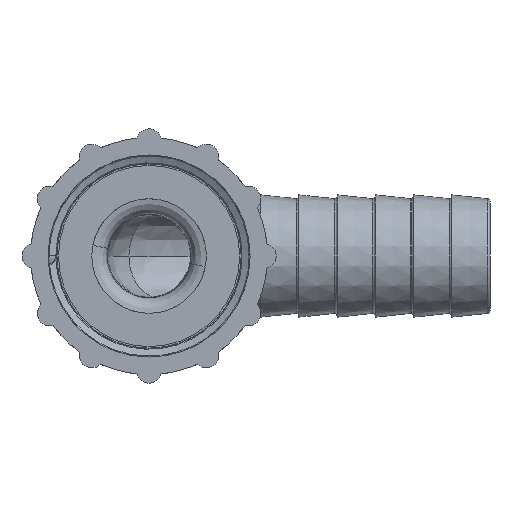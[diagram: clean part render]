
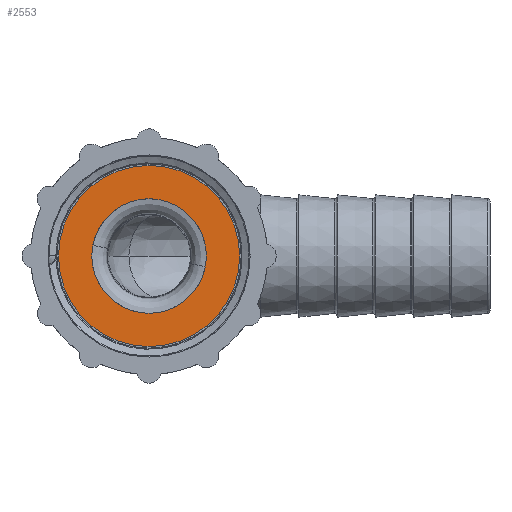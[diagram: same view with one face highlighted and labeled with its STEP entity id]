
A CAD part, front view. The second image highlights one B-rep face of the part: STEP entity #2553.
In plain terms, the highlighted face is planar.
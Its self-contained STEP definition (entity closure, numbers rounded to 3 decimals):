
#1124 = ORIENTED_EDGE ( 'NONE', *, *, #2620, .F. ) ;
#1125 = ORIENTED_EDGE ( 'NONE', *, *, #2618, .F. ) ;
#1126 = ORIENTED_EDGE ( 'NONE', *, *, #2614, .T. ) ;
#1127 = ORIENTED_EDGE ( 'NONE', *, *, #2621, .T. ) ;
#1347 = EDGE_LOOP ( 'NONE', ( #1126, #1127 ) ) ;
#1348 = EDGE_LOOP ( 'NONE', ( #1124, #1125 ) ) ;
#2480 = VERTEX_POINT ( 'NONE', #3185 ) ;
#2481 = VERTEX_POINT ( 'NONE', #3189 ) ;
#2489 = VERTEX_POINT ( 'NONE', #3195 ) ;
#2497 = VERTEX_POINT ( 'NONE', #3203 ) ;
#2553 = ADVANCED_FACE ( 'NONE', ( #8310, #8311 ), #8312, .F. ) ;
#2614 = EDGE_CURVE ( 'NONE', #2481, #2480, #4812, .T. ) ;
#2618 = EDGE_CURVE ( 'NONE', #2489, #2497, #4817, .T. ) ;
#2620 = EDGE_CURVE ( 'NONE', #2497, #2489, #4819, .T. ) ;
#2621 = EDGE_CURVE ( 'NONE', #2480, #2481, #4823, .T. ) ;
#3185 = CARTESIAN_POINT ( 'NONE',  ( -1.15, 0., -11.85 ) ) ;
#3189 = CARTESIAN_POINT ( 'NONE',  ( -1.15, 0., 11.85 ) ) ;
#3195 = CARTESIAN_POINT ( 'NONE',  ( -1.15, 0., -7.5 ) ) ;
#3203 = CARTESIAN_POINT ( 'NONE',  ( -1.15, 0., 7.5 ) ) ;
#3534 = CARTESIAN_POINT ( 'NONE',  ( -1.15, 0., 0. ) ) ;
#3535 = DIRECTION ( 'NONE',  ( -1., 0., 0. ) ) ;
#3536 = DIRECTION ( 'NONE',  ( 0., 0., 1. ) ) ;
#3546 = CARTESIAN_POINT ( 'NONE',  ( -1.15, 0., 0. ) ) ;
#3547 = DIRECTION ( 'NONE',  ( -1., 0., 0. ) ) ;
#3548 = DIRECTION ( 'NONE',  ( 0., 0., 1. ) ) ;
#3550 = CARTESIAN_POINT ( 'NONE',  ( -1.15, 0., 0. ) ) ;
#3551 = DIRECTION ( 'NONE',  ( -1., 0., 0. ) ) ;
#3552 = DIRECTION ( 'NONE',  ( 0., 0., 1. ) ) ;
#3553 = CARTESIAN_POINT ( 'NONE',  ( -1.15, 0., 0. ) ) ;
#3554 = DIRECTION ( 'NONE',  ( -1., 0., 0. ) ) ;
#3555 = DIRECTION ( 'NONE',  ( 0., 0., 1. ) ) ;
#4734 = AXIS2_PLACEMENT_3D ( 'NONE', #8306, #8314, #8315 ) ;
#4812 = CIRCLE ( 'NONE', #4815, 11.85 ) ;
#4815 = AXIS2_PLACEMENT_3D ( 'NONE', #3534, #3535, #3536 ) ;
#4817 = CIRCLE ( 'NONE', #4821, 7.5 ) ;
#4819 = CIRCLE ( 'NONE', #4824, 7.5 ) ;
#4821 = AXIS2_PLACEMENT_3D ( 'NONE', #3546, #3547, #3548 ) ;
#4823 = CIRCLE ( 'NONE', #4826, 11.85 ) ;
#4824 = AXIS2_PLACEMENT_3D ( 'NONE', #3550, #3551, #3552 ) ;
#4826 = AXIS2_PLACEMENT_3D ( 'NONE', #3553, #3554, #3555 ) ;
#8306 = CARTESIAN_POINT ( 'NONE',  ( -1.15, 0., -11.85 ) ) ;
#8310 = FACE_BOUND ( 'NONE', #1348, .T. ) ;
#8311 = FACE_OUTER_BOUND ( 'NONE', #1347, .T. ) ;
#8312 = PLANE ( 'NONE',  #4734 ) ;
#8314 = DIRECTION ( 'NONE',  ( 1., 0., 0. ) ) ;
#8315 = DIRECTION ( 'NONE',  ( 0., 0., -1. ) ) ;
